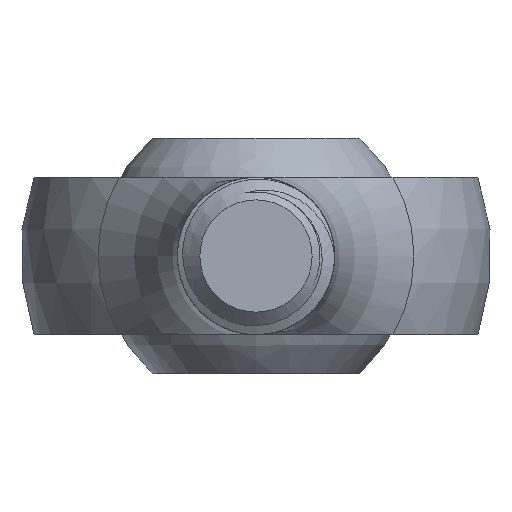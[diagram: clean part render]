
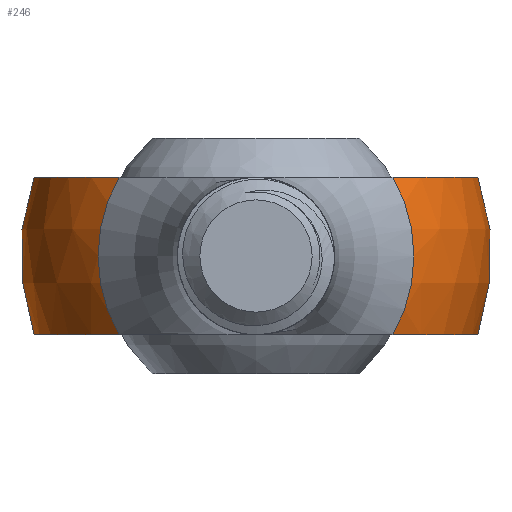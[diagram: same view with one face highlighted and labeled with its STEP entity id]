
A CAD part, front view. The second image highlights one B-rep face of the part: STEP entity #246.
In plain terms, the highlighted spherical face has radius 9.525 mm.
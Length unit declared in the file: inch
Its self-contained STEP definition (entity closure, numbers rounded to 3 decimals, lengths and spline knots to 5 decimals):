
#42=SPHERICAL_SURFACE('',#288,0.375);
#55=FACE_OUTER_BOUND('',#75,.T.);
#75=EDGE_LOOP('',(#179,#180,#181,#182));
#104=CIRCLE('',#289,0.25129);
#105=CIRCLE('',#290,0.35355);
#106=CIRCLE('',#291,0.25129);
#107=CIRCLE('',#292,0.35355);
#124=VERTEX_POINT('',#405);
#125=VERTEX_POINT('',#406);
#126=VERTEX_POINT('',#408);
#127=VERTEX_POINT('',#410);
#147=EDGE_CURVE('',#124,#125,#104,.T.);
#148=EDGE_CURVE('',#126,#124,#105,.T.);
#149=EDGE_CURVE('',#127,#126,#106,.T.);
#150=EDGE_CURVE('',#125,#127,#107,.T.);
#179=ORIENTED_EDGE('',*,*,#147,.F.);
#180=ORIENTED_EDGE('',*,*,#148,.F.);
#181=ORIENTED_EDGE('',*,*,#149,.F.);
#182=ORIENTED_EDGE('',*,*,#150,.F.);
#246=ADVANCED_FACE('',(#55),#42,.T.);
#288=AXIS2_PLACEMENT_3D('',#404,#330,#331);
#289=AXIS2_PLACEMENT_3D('',#407,#332,#333);
#290=AXIS2_PLACEMENT_3D('',#409,#334,#335);
#291=AXIS2_PLACEMENT_3D('',#411,#336,#337);
#292=AXIS2_PLACEMENT_3D('',#412,#338,#339);
#330=DIRECTION('center_axis',(0.,0.,1.));
#331=DIRECTION('ref_axis',(1.,0.,0.));
#332=DIRECTION('center_axis',(0.,-1.,0.));
#333=DIRECTION('ref_axis',(1.,0.,0.));
#334=DIRECTION('center_axis',(0.,0.,1.));
#335=DIRECTION('ref_axis',(0.,1.,0.));
#336=DIRECTION('center_axis',(0.,-1.,0.));
#337=DIRECTION('ref_axis',(1.,0.,0.));
#338=DIRECTION('center_axis',(0.,0.,-1.));
#339=DIRECTION('ref_axis',(0.,-1.,0.));
#404=CARTESIAN_POINT('Origin',(0.,0.5625,0.));
#405=CARTESIAN_POINT('',(-0.21799,0.28415,0.125));
#406=CARTESIAN_POINT('',(-0.21799,0.28415,-0.125));
#407=CARTESIAN_POINT('Origin',(0.,0.28415,
0.));
#408=CARTESIAN_POINT('',(0.21799,0.28415,0.125));
#409=CARTESIAN_POINT('Origin',(0.,0.5625,0.125));
#410=CARTESIAN_POINT('',(0.21799,0.28415,-0.125));
#411=CARTESIAN_POINT('Origin',(0.,0.28415,
0.));
#412=CARTESIAN_POINT('Origin',(0.,0.5625,-0.125));
